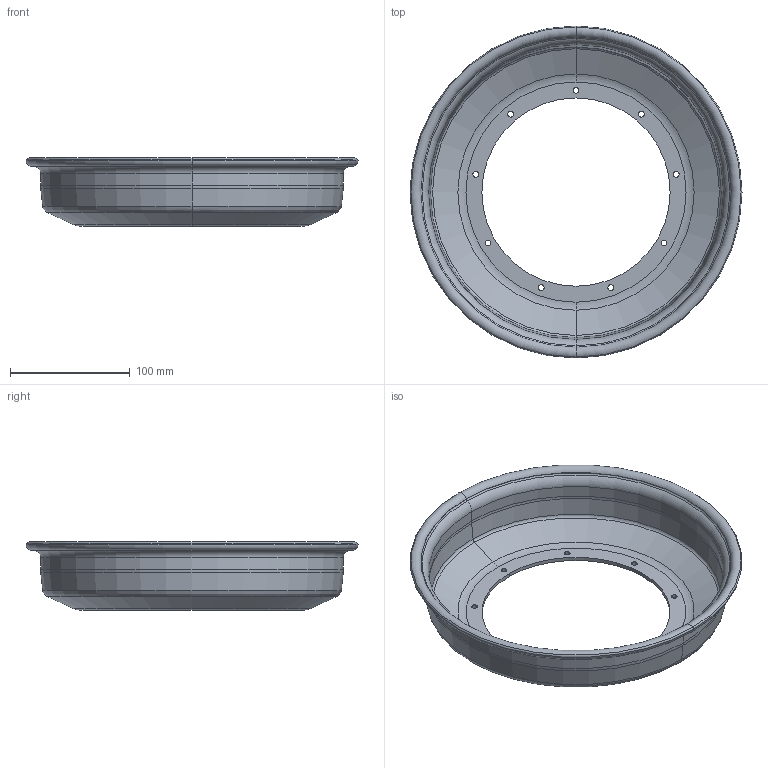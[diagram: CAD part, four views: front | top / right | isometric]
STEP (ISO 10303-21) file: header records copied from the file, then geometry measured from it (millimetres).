
FILE_DESCRIPTION (( 'STEP AP214' ), '1' );
FILE_NAME ('Wheel-Keizer-Outer.STEP', '2023-07-16T20:27:54', ( '' ), ( '' ), 'SwSTEP 2.0', 'SolidWorks 2022', '' );
FILE_SCHEMA (( 'AUTOMOTIVE_DESIGN' ));
Length unit declared in the file: inch
Products named in the file (1): Wheel-Keizer-Outer
Bounding box: 277.69 x 277.69 x 57.28 mm (x, y, z)
Volume: 235446 mm3; surface area: 142439 mm2
Topology: 1 solids, 1 shells, 60 faces, 138 edges, 80 vertices
Faces by surface type: torus 26, cylinder 24, cone 8, plane 2
Entity records: 1800 total; most frequent: DIRECTION 366, CARTESIAN_POINT 279, ORIENTED_EDGE 276, AXIS2_PLACEMENT_3D 167, EDGE_CURVE 138, CIRCLE 106, EDGE_LOOP 80, VERTEX_POINT 80
